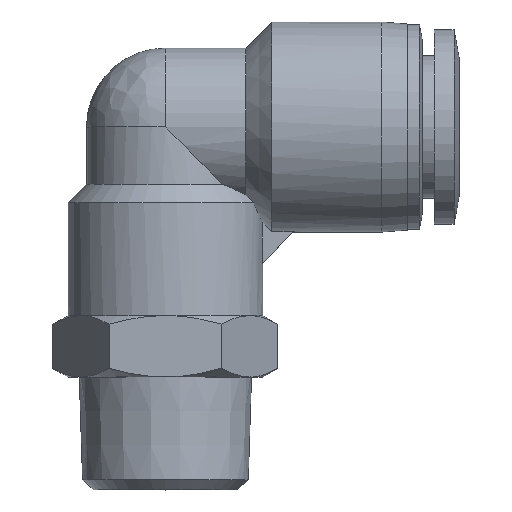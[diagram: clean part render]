
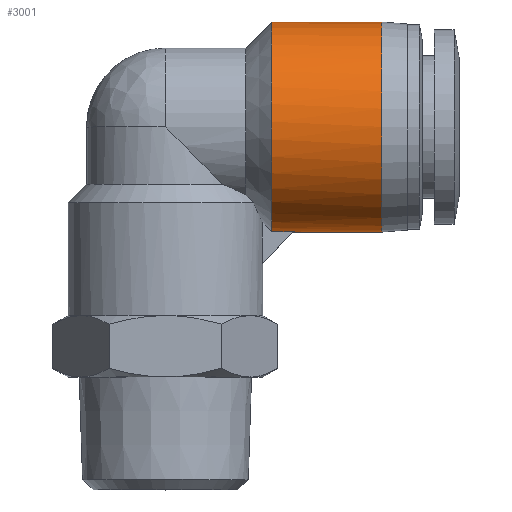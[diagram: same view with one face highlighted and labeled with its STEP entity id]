
A CAD part, top view. The second image highlights one B-rep face of the part: STEP entity #3001.
In plain terms, the highlighted cylindrical face has radius 10.25 mm (diameter 20.5 mm), a partial arc.
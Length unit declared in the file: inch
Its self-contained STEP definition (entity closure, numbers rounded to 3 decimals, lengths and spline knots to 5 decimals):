
#29 = CARTESIAN_POINT ( 'NONE',  ( 0.62008, 0.72441, 0. ) ) ;
#44 = EDGE_CURVE ( 'NONE', #2497, #3174, #353, .T. ) ;
#83 = DIRECTION ( 'NONE',  ( 0., 1., 0. ) ) ;
#89 = CARTESIAN_POINT ( 'NONE',  ( 0.40945, 1.12795, 0. ) ) ;
#97 = ORIENTED_EDGE ( 'NONE', *, *, #1624, .F. ) ;
#279 = DIRECTION ( 'NONE',  ( 1., 0., 0. ) ) ;
#353 = CIRCLE ( 'NONE', #3258, 0.40354 ) ;
#420 = ORIENTED_EDGE ( 'NONE', *, *, #2046, .T. ) ;
#448 = CARTESIAN_POINT ( 'NONE',  ( 0.62008, 1.12795, 0. ) ) ;
#586 = CARTESIAN_POINT ( 'NONE',  ( 0.62008, 0.32087, 0. ) ) ;
#706 = CARTESIAN_POINT ( 'NONE',  ( 0.49213, 0.32087, 0. ) ) ;
#757 = ORIENTED_EDGE ( 'NONE', *, *, #804, .F. ) ;
#786 = CARTESIAN_POINT ( 'NONE',  ( 0.40945, 0.32279, 0.03937 ) ) ;
#804 = EDGE_CURVE ( 'NONE', #1277, #1312, #2677, .T. ) ;
#925 = AXIS2_PLACEMENT_3D ( 'NONE', #29, #279, #1607 ) ;
#995 = ORIENTED_EDGE ( 'NONE', *, *, #3090, .T. ) ;
#1044 = LINE ( 'NONE', #586, #3256 ) ;
#1250 = VECTOR ( 'NONE', #2281, 39.37008 ) ;
#1277 = VERTEX_POINT ( 'NONE', #706 ) ;
#1312 = VERTEX_POINT ( 'NONE', #1767 ) ;
#1372 = FACE_OUTER_BOUND ( 'NONE', #2399, .T. ) ;
#1387 = CARTESIAN_POINT ( 'NONE',  ( 0.83071, 1.12795, 0. ) ) ;
#1449 = LINE ( 'NONE', #2679, #1250 ) ;
#1478 = DIRECTION ( 'NONE',  ( -1., 0., 0. ) ) ;
#1494 = VECTOR ( 'NONE', #1775, 39.37008 ) ;
#1499 = CARTESIAN_POINT ( 'NONE',  ( 0.49213, 0.32087, 0.01315 ) ) ;
#1517 = CARTESIAN_POINT ( 'NONE',  ( 0.40945, 0.72441, 0. ) ) ;
#1535 = CARTESIAN_POINT ( 'NONE',  ( 0.49405, 0.32279, 0.03937 ) ) ;
#1544 = CARTESIAN_POINT ( 'NONE',  ( 0.49213, 0.32087, 0. ) ) ;
#1549 = CARTESIAN_POINT ( 'NONE',  ( 0.49277, 0.32151, 0.02628 ) ) ;
#1557 = VERTEX_POINT ( 'NONE', #1882 ) ;
#1591 = DIRECTION ( 'NONE',  ( 0., 1., 0. ) ) ;
#1607 = DIRECTION ( 'NONE',  ( 0., 1., 0. ) ) ;
#1623 = ORIENTED_EDGE ( 'NONE', *, *, #44, .F. ) ;
#1624 = EDGE_CURVE ( 'NONE', #1312, #2497, #1449, .T. ) ;
#1644 = DIRECTION ( 'NONE',  ( -1., 0., 0. ) ) ;
#1767 = CARTESIAN_POINT ( 'NONE',  ( 0.49405, 0.32279, 0.03937 ) ) ;
#1775 = DIRECTION ( 'NONE',  ( 1., 0., 0. ) ) ;
#1847 = VERTEX_POINT ( 'NONE', #1387 ) ;
#1882 = CARTESIAN_POINT ( 'NONE',  ( 0.83071, 0.32087, 0. ) ) ;
#2046 = EDGE_CURVE ( 'NONE', #1277, #1557, #1044, .T. ) ;
#2122 = ORIENTED_EDGE ( 'NONE', *, *, #2284, .F. ) ;
#2281 = DIRECTION ( 'NONE',  ( -1., 0., 0. ) ) ;
#2284 = EDGE_CURVE ( 'NONE', #3174, #1847, #2866, .T. ) ;
#2399 = EDGE_LOOP ( 'NONE', ( #757, #420, #995, #2122, #1623, #97 ) ) ;
#2497 = VERTEX_POINT ( 'NONE', #786 ) ;
#2677 =( BOUNDED_CURVE ( )  B_SPLINE_CURVE ( 3, ( #1544, #1499, #1549, #1535 ),
 .UNSPECIFIED., .F., .T. ) 
 B_SPLINE_CURVE_WITH_KNOTS ( ( 4, 4 ),
 ( 3.14159, 3.23931 ),
 .UNSPECIFIED. ) 
 CURVE ( )  GEOMETRIC_REPRESENTATION_ITEM ( )  RATIONAL_B_SPLINE_CURVE ( ( 1., 0.999, 0.999, 1. ) ) 
 REPRESENTATION_ITEM ( '' )  );
#2679 = CARTESIAN_POINT ( 'NONE',  ( 0.41173, 0.32279, 0.03937 ) ) ;
#2866 = LINE ( 'NONE', #448, #1494 ) ;
#2969 = DIRECTION ( 'NONE',  ( 1., 0., 0. ) ) ;
#3001 = ADVANCED_FACE ( 'NONE', ( #1372 ), #3025, .T. ) ;
#3025 = CYLINDRICAL_SURFACE ( 'NONE', #925, 0.40354 ) ;
#3034 = AXIS2_PLACEMENT_3D ( 'NONE', #3188, #1644, #83 ) ;
#3090 = EDGE_CURVE ( 'NONE', #1557, #1847, #3144, .T. ) ;
#3144 = CIRCLE ( 'NONE', #3034, 0.40354 ) ;
#3174 = VERTEX_POINT ( 'NONE', #89 ) ;
#3188 = CARTESIAN_POINT ( 'NONE',  ( 0.83071, 0.72441, 0. ) ) ;
#3256 = VECTOR ( 'NONE', #2969, 39.37008 ) ;
#3258 = AXIS2_PLACEMENT_3D ( 'NONE', #1517, #1478, #1591 ) ;
